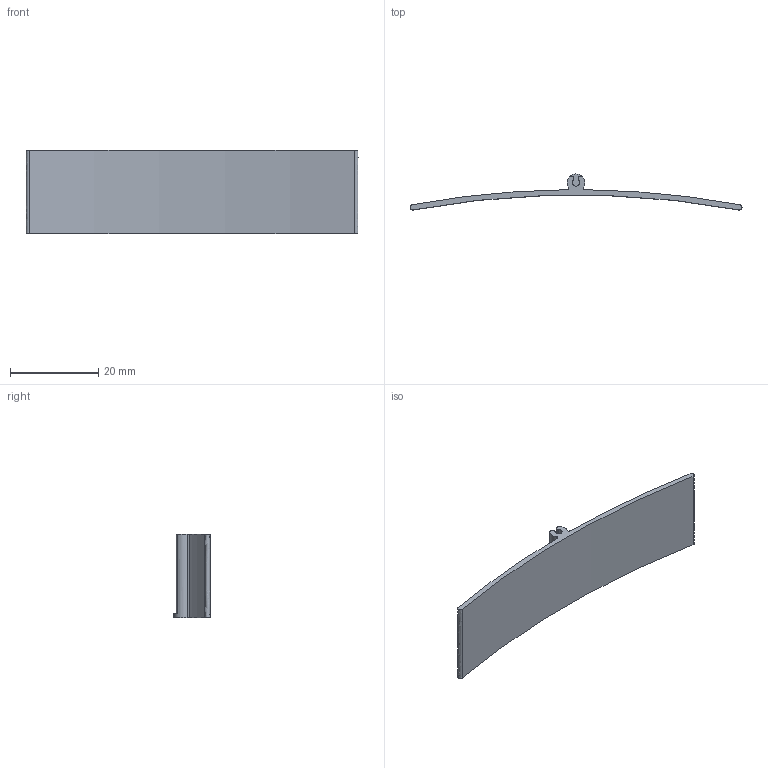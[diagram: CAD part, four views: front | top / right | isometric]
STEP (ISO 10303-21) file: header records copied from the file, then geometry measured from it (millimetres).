
FILE_DESCRIPTION(/* description */ (''),/* implementation_level */ '2;1');
FILE_NAME(/* name */ 'Catcher Mount v1.step',/* time_stamp */ '2022-08-11T09:03:17-04:00',/* author */ (''),/* organization */ (''),/* preprocessor_version */ 'ST-DEVELOPER v19',/* originating_system */ 'Autodesk Translation Framework v11.7.0.108',/* authorisation */ '');
FILE_SCHEMA (('AUTOMOTIVE_DESIGN { 1 0 10303 214 3 1 1 }'));
Length unit declared in the file: millimetre
Products named in the file (1): Catcher Mount
Bounding box: 75.24 x 8.19 x 19 mm (x, y, z)
Volume: 1881.9 mm3; surface area: 3289.3 mm2
Topology: 1 solids, 1 shells, 14 faces, 40 edges, 28 vertices
Faces by surface type: cylinder 9, plane 3, bspline 2
Entity records: 600 total; most frequent: CARTESIAN_POINT 197, ORIENTED_EDGE 80, DIRECTION 74, EDGE_CURVE 40, AXIS2_PLACEMENT_3D 33, VERTEX_POINT 28, CIRCLE 20, FACE_OUTER_BOUND 14
